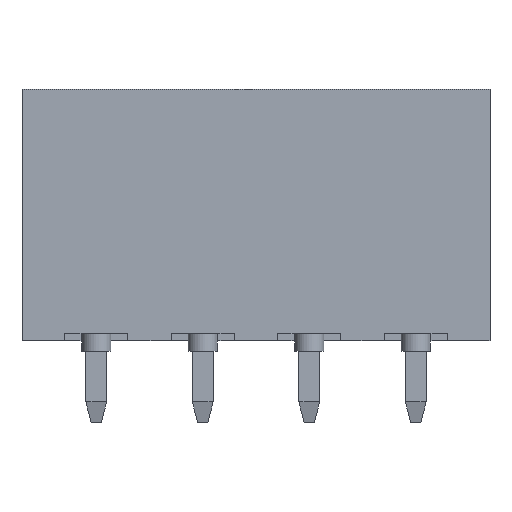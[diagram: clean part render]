
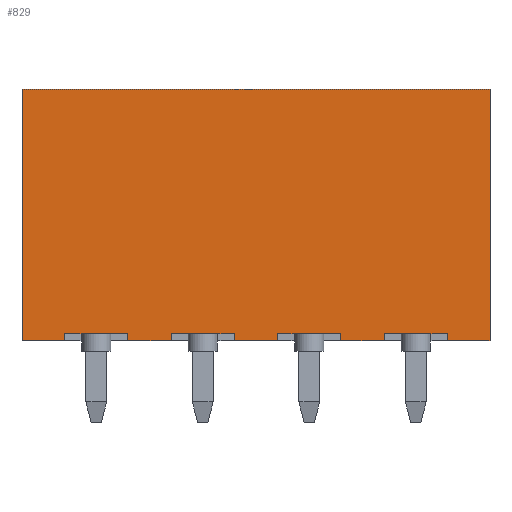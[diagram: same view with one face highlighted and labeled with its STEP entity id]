
A CAD part, front view. The second image highlights one B-rep face of the part: STEP entity #829.
In plain terms, the highlighted planar face has unit normal (0, -1, 0).
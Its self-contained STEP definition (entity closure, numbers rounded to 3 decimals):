
#625=CARTESIAN_POINT('',(-1.04,-3.835,0.35));
#626=VERTEX_POINT('',#625);
#627=CARTESIAN_POINT('',(-4.04,-3.835,0.35));
#628=VERTEX_POINT('',#627);
#629=CARTESIAN_POINT('',(-1.04,-3.835,0.35));
#630=DIRECTION('',(-1.0,0.0,0.0));
#631=VECTOR('',#630,3.0);
#632=LINE('',#629,#631);
#633=EDGE_CURVE('',#626,#628,#632,.T.);
#671=CARTESIAN_POINT('',(-12.276,-3.835,12.6));
#672=DIRECTION('',(0.0,-1.0,0.0));
#673=DIRECTION('',(1.0,0.0,0.0));
#674=AXIS2_PLACEMENT_3D('',#671,#672,#673);
#675=PLANE('',#674);
#676=CARTESIAN_POINT('',(-6.12,-3.835,0.35));
#677=VERTEX_POINT('',#676);
#678=CARTESIAN_POINT('',(-9.12,-3.835,0.35));
#679=VERTEX_POINT('',#678);
#680=CARTESIAN_POINT('',(-6.12,-3.835,0.35));
#681=DIRECTION('',(-1.0,0.0,0.0));
#682=VECTOR('',#681,3.);
#683=LINE('',#680,#682);
#684=EDGE_CURVE('',#677,#679,#683,.T.);
#685=ORIENTED_EDGE('',*,*,#684,.F.);
#686=CARTESIAN_POINT('',(-6.12,-3.835,0.0));
#687=VERTEX_POINT('',#686);
#688=CARTESIAN_POINT('',(-6.12,-3.835,0.35));
#689=DIRECTION('',(0.0,0.0,-1.0));
#690=VECTOR('',#689,0.35);
#691=LINE('',#688,#690);
#692=EDGE_CURVE('',#677,#687,#691,.T.);
#693=ORIENTED_EDGE('',*,*,#692,.T.);
#694=CARTESIAN_POINT('',(-4.04,-3.835,0.0));
#695=VERTEX_POINT('',#694);
#696=CARTESIAN_POINT('',(-6.12,-3.835,0.0));
#697=DIRECTION('',(1.0,0.0,0.0));
#698=VECTOR('',#697,2.08);
#699=LINE('',#696,#698);
#700=EDGE_CURVE('',#687,#695,#699,.T.);
#701=ORIENTED_EDGE('',*,*,#700,.T.);
#702=CARTESIAN_POINT('',(-4.04,-3.835,0.35));
#703=DIRECTION('',(0.0,0.0,-1.0));
#704=VECTOR('',#703,0.35);
#705=LINE('',#702,#704);
#706=EDGE_CURVE('',#628,#695,#705,.T.);
#707=ORIENTED_EDGE('',*,*,#706,.F.);
#708=ORIENTED_EDGE('',*,*,#633,.F.);
#709=CARTESIAN_POINT('',(-1.04,-3.835,0.0));
#710=VERTEX_POINT('',#709);
#711=CARTESIAN_POINT('',(-1.04,-3.835,0.35));
#712=DIRECTION('',(0.0,0.0,-1.0));
#713=VECTOR('',#712,0.35);
#714=LINE('',#711,#713);
#715=EDGE_CURVE('',#626,#710,#714,.T.);
#716=ORIENTED_EDGE('',*,*,#715,.T.);
#717=CARTESIAN_POINT('',(1.04,-3.835,0.0));
#718=VERTEX_POINT('',#717);
#719=CARTESIAN_POINT('',(-1.04,-3.835,0.0));
#720=DIRECTION('',(1.0,0.0,0.0));
#721=VECTOR('',#720,2.08);
#722=LINE('',#719,#721);
#723=EDGE_CURVE('',#710,#718,#722,.T.);
#724=ORIENTED_EDGE('',*,*,#723,.T.);
#725=CARTESIAN_POINT('',(1.04,-3.835,0.35));
#726=VERTEX_POINT('',#725);
#727=CARTESIAN_POINT('',(1.04,-3.835,0.35));
#728=DIRECTION('',(0.0,0.0,-1.0));
#729=VECTOR('',#728,0.35);
#730=LINE('',#727,#729);
#731=EDGE_CURVE('',#726,#718,#730,.T.);
#732=ORIENTED_EDGE('',*,*,#731,.F.);
#733=CARTESIAN_POINT('',(4.04,-3.835,0.35));
#734=VERTEX_POINT('',#733);
#735=CARTESIAN_POINT('',(4.04,-3.835,0.35));
#736=DIRECTION('',(-1.0,0.0,0.0));
#737=VECTOR('',#736,3.0);
#738=LINE('',#735,#737);
#739=EDGE_CURVE('',#734,#726,#738,.T.);
#740=ORIENTED_EDGE('',*,*,#739,.F.);
#741=CARTESIAN_POINT('',(4.04,-3.835,0.0));
#742=VERTEX_POINT('',#741);
#743=CARTESIAN_POINT('',(4.04,-3.835,0.35));
#744=DIRECTION('',(0.0,0.0,-1.0));
#745=VECTOR('',#744,0.35);
#746=LINE('',#743,#745);
#747=EDGE_CURVE('',#734,#742,#746,.T.);
#748=ORIENTED_EDGE('',*,*,#747,.T.);
#749=CARTESIAN_POINT('',(6.12,-3.835,0.0));
#750=VERTEX_POINT('',#749);
#751=CARTESIAN_POINT('',(4.04,-3.835,0.0));
#752=DIRECTION('',(1.0,0.0,0.0));
#753=VECTOR('',#752,2.08);
#754=LINE('',#751,#753);
#755=EDGE_CURVE('',#742,#750,#754,.T.);
#756=ORIENTED_EDGE('',*,*,#755,.T.);
#757=CARTESIAN_POINT('',(6.12,-3.835,0.35));
#758=VERTEX_POINT('',#757);
#759=CARTESIAN_POINT('',(6.12,-3.835,0.35));
#760=DIRECTION('',(0.0,0.0,-1.0));
#761=VECTOR('',#760,0.35);
#762=LINE('',#759,#761);
#763=EDGE_CURVE('',#758,#750,#762,.T.);
#764=ORIENTED_EDGE('',*,*,#763,.F.);
#765=CARTESIAN_POINT('',(9.12,-3.835,0.35));
#766=VERTEX_POINT('',#765);
#767=CARTESIAN_POINT('',(6.12,-3.835,0.35));
#768=DIRECTION('',(1.0,0.0,0.0));
#769=VECTOR('',#768,3.);
#770=LINE('',#767,#769);
#771=EDGE_CURVE('',#758,#766,#770,.T.);
#772=ORIENTED_EDGE('',*,*,#771,.T.);
#773=CARTESIAN_POINT('',(9.12,-3.835,0.0));
#774=VERTEX_POINT('',#773);
#775=CARTESIAN_POINT('',(9.12,-3.835,0.35));
#776=DIRECTION('',(0.0,0.0,-1.0));
#777=VECTOR('',#776,0.35);
#778=LINE('',#775,#777);
#779=EDGE_CURVE('',#766,#774,#778,.T.);
#780=ORIENTED_EDGE('',*,*,#779,.T.);
#781=CARTESIAN_POINT('',(11.16,-3.835,0.0));
#782=VERTEX_POINT('',#781);
#783=CARTESIAN_POINT('',(11.16,-3.835,0.0));
#784=DIRECTION('',(-1.0,0.0,0.0));
#785=VECTOR('',#784,2.04);
#786=LINE('',#783,#785);
#787=EDGE_CURVE('',#782,#774,#786,.T.);
#788=ORIENTED_EDGE('',*,*,#787,.F.);
#789=CARTESIAN_POINT('',(11.16,-3.835,12.));
#790=VERTEX_POINT('',#789);
#791=CARTESIAN_POINT('',(11.16,-3.835,0.0));
#792=DIRECTION('',(0.0,0.0,1.0));
#793=VECTOR('',#792,12.);
#794=LINE('',#791,#793);
#795=EDGE_CURVE('',#782,#790,#794,.T.);
#796=ORIENTED_EDGE('',*,*,#795,.T.);
#797=CARTESIAN_POINT('',(-11.16,-3.835,12.));
#798=VERTEX_POINT('',#797);
#799=CARTESIAN_POINT('',(-11.16,-3.835,12.));
#800=DIRECTION('',(1.0,0.0,0.0));
#801=VECTOR('',#800,22.32);
#802=LINE('',#799,#801);
#803=EDGE_CURVE('',#798,#790,#802,.T.);
#804=ORIENTED_EDGE('',*,*,#803,.F.);
#805=CARTESIAN_POINT('',(-11.16,-3.835,0.0));
#806=VERTEX_POINT('',#805);
#807=CARTESIAN_POINT('',(-11.16,-3.835,0.0));
#808=DIRECTION('',(0.0,0.0,1.0));
#809=VECTOR('',#808,12.);
#810=LINE('',#807,#809);
#811=EDGE_CURVE('',#806,#798,#810,.T.);
#812=ORIENTED_EDGE('',*,*,#811,.F.);
#813=CARTESIAN_POINT('',(-9.12,-3.835,0.0));
#814=VERTEX_POINT('',#813);
#815=CARTESIAN_POINT('',(-11.16,-3.835,0.0));
#816=DIRECTION('',(1.0,0.0,0.0));
#817=VECTOR('',#816,2.04);
#818=LINE('',#815,#817);
#819=EDGE_CURVE('',#806,#814,#818,.T.);
#820=ORIENTED_EDGE('',*,*,#819,.T.);
#821=CARTESIAN_POINT('',(-9.12,-3.835,0.35));
#822=DIRECTION('',(0.0,0.0,-1.0));
#823=VECTOR('',#822,0.35);
#824=LINE('',#821,#823);
#825=EDGE_CURVE('',#679,#814,#824,.T.);
#826=ORIENTED_EDGE('',*,*,#825,.F.);
#827=EDGE_LOOP('',(#685,#693,#701,#707,#708,#716,#724,#732,#740,#748,#756,#764,#772,#780,#788,#796,#804,#812,#820,#826));
#828=FACE_OUTER_BOUND('',#827,.T.);
#829=ADVANCED_FACE('',(#828),#675,.T.);
